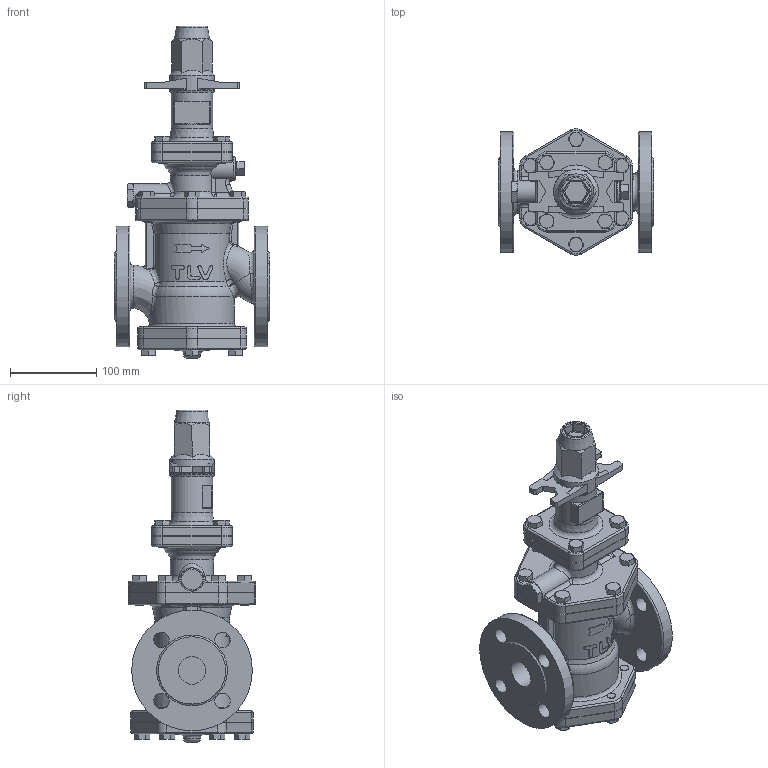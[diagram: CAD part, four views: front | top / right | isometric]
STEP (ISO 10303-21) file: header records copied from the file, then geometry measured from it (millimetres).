
FILE_DESCRIPTION((''),'2;1');
FILE_NAME('csr21-032-e0025-00.stp','2009-08-28T13:37:55',('nakaot'),(''),'Autodesk Inventor 2008','Autodesk Inventor 2008','');
FILE_SCHEMA(('AUTOMOTIVE_DESIGN { 1 0 10303 214 1 1 1 1 }'));
Length unit declared in the file: millimetre
Products named in the file (1): csr21-032-e0025-00
Bounding box: 180 x 147.34 x 385 mm (x, y, z)
Volume: 2737366 mm3; surface area: 300800.3 mm2
Topology: 1 solids, 1 shells, 824 faces, 1999 edges, 1220 vertices
Faces by surface type: plane 287, cylinder 186, bspline 175, cone 121, torus 50, sphere 5
Full cylindrical faces by diameter (mm): 10 x32, 27 x1, 28 x1, 32 x2, 48 x1, 52 x1, 70 x1, 90 x2, 140 x2
Entity records: 46591 total; most frequent: CARTESIAN_POINT 29243, ORIENTED_EDGE 3712, DIRECTION 3323, EDGE_CURVE 1856, AXIS2_PLACEMENT_3D 1324, VERTEX_POINT 1180, EDGE_LOOP 1018, FACE_OUTER_BOUND 824
